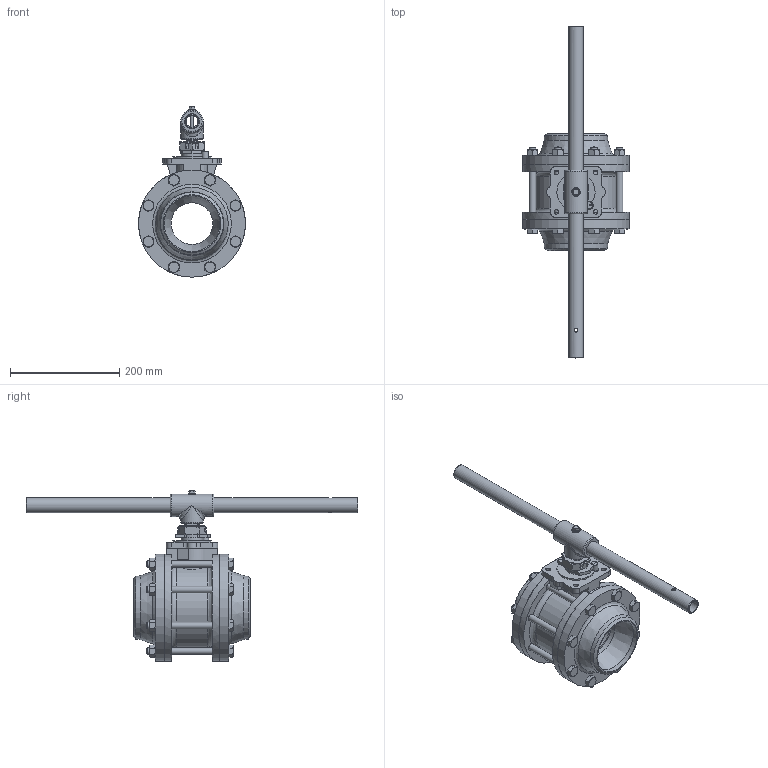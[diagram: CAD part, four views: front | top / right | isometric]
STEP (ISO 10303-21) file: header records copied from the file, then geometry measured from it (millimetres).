
FILE_DESCRIPTION((''),'2;1');
FILE_NAME('GA-A459-40-BWA-W-A-1.stp','2011-05-16T12:36:11',('jaday'),(''),'Autodesk Inventor 2009','Autodesk Inventor 2009','');
FILE_SCHEMA(('AUTOMOTIVE_DESIGN { 1 0 10303 214 1 1 1 1 }'));
Length unit declared in the file: millimetre
Products named in the file (13): GA-A459-40-BWA-W-A-1; GA-B45940-16000-A-1; GA-B45940-27000-A-1; GA-A459-40-STEM-BUILD-A-1; M12-8-150-110-A-1; M12-8-000-360-A-1; GA-B81930-04038-A-1; GA-B81930-06002-A-1; GA-B81930-52001-A-1; GA-B81930-60096-A-1; GA-B81930-01005-A-1; B00040-01026-A-1; M06-8-045-110-A-1
Assembly tree (27 placements, depth 2):
  GA-A459-40-BWA-W-A-1
    GA-B45940-16000-A-1
    GA-B45940-27000-A-1  x2
    GA-A459-40-STEM-BUILD-A-1
    M12-8-150-110-A-1  x8
    M12-8-000-360-A-1  x8
    GA-B81930-04038-A-1
    GA-B81930-06002-A-1
    GA-B81930-52001-A-1
    GA-B81930-60096-A-1
    GA-B81930-01005-A-1
    B00040-01026-A-1
    M06-8-045-110-A-1
Bounding box: 196 x 608 x 311.82 mm (x, y, z)
Volume: 3491653.2 mm3; surface area: 555481.7 mm2
Topology: 27 solids, 27 shells, 628 faces, 1494 edges, 922 vertices
Faces by surface type: plane 271, cone 189, cylinder 137, bspline 27, torus 4
Full cylindrical faces by diameter (mm): 6 x1, 6.4 x1, 7 x5, 8 x1, 10.106 x8, 12 x8, 12.55 x1, 12.75 x16, 13 x16, 14 x1, 15 x1, 21.7 x1, 26.9 x1, 27.6 x2, 27.835 x1, 29 x1, 39.76 x1, 41 x2, 76.45 x3, 102.275 x2, 155 x2, 196 x4
Entity records: 13140 total; most frequent: CARTESIAN_POINT 4972, DIRECTION 1620, ORIENTED_EDGE 1532, EDGE_CURVE 766, AXIS2_PLACEMENT_3D 646, VERTEX_POINT 525, EDGE_LOOP 501, FACE_OUTER_BOUND 340
